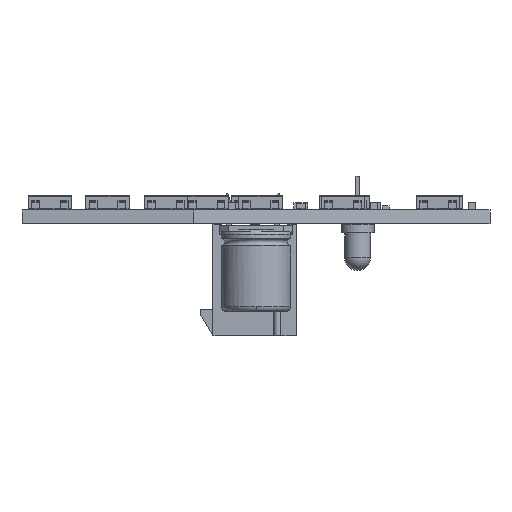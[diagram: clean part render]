
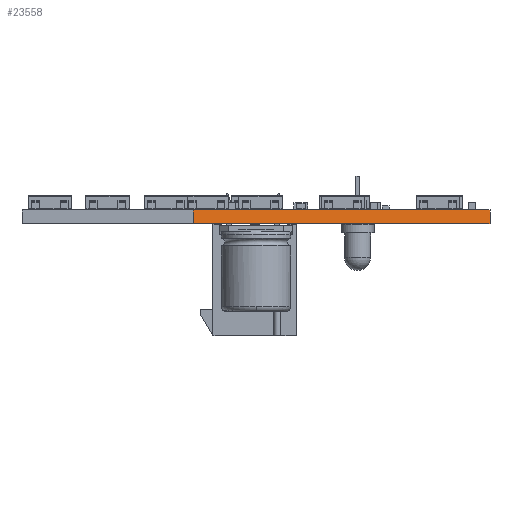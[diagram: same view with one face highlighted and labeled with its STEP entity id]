
A CAD part, left-side view. The second image highlights one B-rep face of the part: STEP entity #23558.
In plain terms, the highlighted planar face has unit normal (-0.869, -0.496, 0).
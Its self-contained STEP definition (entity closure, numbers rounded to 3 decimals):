
#23377 = PLANE('',#23378);
#23378 = AXIS2_PLACEMENT_3D('',#23379,#23380,#23381);
#23379 = CARTESIAN_POINT('',(29.947,-97.866,0.));
#23380 = DIRECTION('',(1.,0.,-0.));
#23381 = DIRECTION('',(0.,-1.,0.));
#23402 = VERTEX_POINT('',#23403);
#23403 = CARTESIAN_POINT('',(29.947,-117.551,1.6));
#23417 = PLANE('',#23418);
#23418 = AXIS2_PLACEMENT_3D('',#23419,#23420,#23421);
#23419 = CARTESIAN_POINT('',(94.81,-129.275,1.6));
#23420 = DIRECTION('',(0.,0.,1.));
#23421 = DIRECTION('',(1.,0.,-0.));
#23429 = EDGE_CURVE('',#23430,#23402,#23432,.T.);
#23430 = VERTEX_POINT('',#23431);
#23431 = CARTESIAN_POINT('',(29.947,-117.551,0.));
#23432 = SURFACE_CURVE('',#23433,(#23437,#23444),.PCURVE_S1.);
#23433 = LINE('',#23434,#23435);
#23434 = CARTESIAN_POINT('',(29.947,-117.551,0.));
#23435 = VECTOR('',#23436,1.);
#23436 = DIRECTION('',(0.,0.,1.));
#23437 = PCURVE('',#23377,#23438);
#23438 = DEFINITIONAL_REPRESENTATION('',(#23439),#23443);
#23439 = LINE('',#23440,#23441);
#23440 = CARTESIAN_POINT('',(19.685,0.));
#23441 = VECTOR('',#23442,1.);
#23442 = DIRECTION('',(0.,-1.));
#23443 = ( GEOMETRIC_REPRESENTATION_CONTEXT(2) 
PARAMETRIC_REPRESENTATION_CONTEXT() REPRESENTATION_CONTEXT('2D SPACE',''
  ) );
#23444 = PCURVE('',#23445,#23450);
#23445 = PLANE('',#23446);
#23446 = AXIS2_PLACEMENT_3D('',#23447,#23448,#23449);
#23447 = CARTESIAN_POINT('',(29.947,-117.551,0.));
#23448 = DIRECTION('',(0.869,0.496,-0.));
#23449 = DIRECTION('',(0.496,-0.869,0.));
#23450 = DEFINITIONAL_REPRESENTATION('',(#23451),#23455);
#23451 = LINE('',#23452,#23453);
#23452 = CARTESIAN_POINT('',(0.,0.));
#23453 = VECTOR('',#23454,1.);
#23454 = DIRECTION('',(0.,-1.));
#23455 = ( GEOMETRIC_REPRESENTATION_CONTEXT(2) 
PARAMETRIC_REPRESENTATION_CONTEXT() REPRESENTATION_CONTEXT('2D SPACE',''
  ) );
#23471 = PLANE('',#23472);
#23472 = AXIS2_PLACEMENT_3D('',#23473,#23474,#23475);
#23473 = CARTESIAN_POINT('',(94.81,-129.275,0.));
#23474 = DIRECTION('',(0.,0.,1.));
#23475 = DIRECTION('',(1.,0.,-0.));
#23558 = ADVANCED_FACE('',(#23559),#23445,.F.);
#23559 = FACE_BOUND('',#23560,.F.);
#23560 = EDGE_LOOP('',(#23561,#23562,#23585,#23613));
#23561 = ORIENTED_EDGE('',*,*,#23429,.T.);
#23562 = ORIENTED_EDGE('',*,*,#23563,.T.);
#23563 = EDGE_CURVE('',#23402,#23564,#23566,.T.);
#23564 = VERTEX_POINT('',#23565);
#23565 = CARTESIAN_POINT('',(49.428,-151.689,1.6));
#23566 = SURFACE_CURVE('',#23567,(#23571,#23578),.PCURVE_S1.);
#23567 = LINE('',#23568,#23569);
#23568 = CARTESIAN_POINT('',(29.947,-117.551,1.6));
#23569 = VECTOR('',#23570,1.);
#23570 = DIRECTION('',(0.496,-0.869,0.));
#23571 = PCURVE('',#23445,#23572);
#23572 = DEFINITIONAL_REPRESENTATION('',(#23573),#23577);
#23573 = LINE('',#23574,#23575);
#23574 = CARTESIAN_POINT('',(0.,-1.6));
#23575 = VECTOR('',#23576,1.);
#23576 = DIRECTION('',(1.,0.));
#23577 = ( GEOMETRIC_REPRESENTATION_CONTEXT(2) 
PARAMETRIC_REPRESENTATION_CONTEXT() REPRESENTATION_CONTEXT('2D SPACE',''
  ) );
#23578 = PCURVE('',#23417,#23579);
#23579 = DEFINITIONAL_REPRESENTATION('',(#23580),#23584);
#23580 = LINE('',#23581,#23582);
#23581 = CARTESIAN_POINT('',(-64.863,11.724));
#23582 = VECTOR('',#23583,1.);
#23583 = DIRECTION('',(0.496,-0.869));
#23584 = ( GEOMETRIC_REPRESENTATION_CONTEXT(2) 
PARAMETRIC_REPRESENTATION_CONTEXT() REPRESENTATION_CONTEXT('2D SPACE',''
  ) );
#23585 = ORIENTED_EDGE('',*,*,#23586,.F.);
#23586 = EDGE_CURVE('',#23587,#23564,#23589,.T.);
#23587 = VERTEX_POINT('',#23588);
#23588 = CARTESIAN_POINT('',(49.428,-151.689,0.));
#23589 = SURFACE_CURVE('',#23590,(#23594,#23601),.PCURVE_S1.);
#23590 = LINE('',#23591,#23592);
#23591 = CARTESIAN_POINT('',(49.428,-151.689,0.));
#23592 = VECTOR('',#23593,1.);
#23593 = DIRECTION('',(0.,0.,1.));
#23594 = PCURVE('',#23445,#23595);
#23595 = DEFINITIONAL_REPRESENTATION('',(#23596),#23600);
#23596 = LINE('',#23597,#23598);
#23597 = CARTESIAN_POINT('',(39.305,0.));
#23598 = VECTOR('',#23599,1.);
#23599 = DIRECTION('',(0.,-1.));
#23600 = ( GEOMETRIC_REPRESENTATION_CONTEXT(2) 
PARAMETRIC_REPRESENTATION_CONTEXT() REPRESENTATION_CONTEXT('2D SPACE',''
  ) );
#23601 = PCURVE('',#23602,#23607);
#23602 = PLANE('',#23603);
#23603 = AXIS2_PLACEMENT_3D('',#23604,#23605,#23606);
#23604 = CARTESIAN_POINT('',(49.428,-151.689,0.));
#23605 = DIRECTION('',(-0.002,1.,0.));
#23606 = DIRECTION('',(1.,0.002,0.));
#23607 = DEFINITIONAL_REPRESENTATION('',(#23608),#23612);
#23608 = LINE('',#23609,#23610);
#23609 = CARTESIAN_POINT('',(0.,0.));
#23610 = VECTOR('',#23611,1.);
#23611 = DIRECTION('',(0.,-1.));
#23612 = ( GEOMETRIC_REPRESENTATION_CONTEXT(2) 
PARAMETRIC_REPRESENTATION_CONTEXT() REPRESENTATION_CONTEXT('2D SPACE',''
  ) );
#23613 = ORIENTED_EDGE('',*,*,#23614,.F.);
#23614 = EDGE_CURVE('',#23430,#23587,#23615,.T.);
#23615 = SURFACE_CURVE('',#23616,(#23620,#23627),.PCURVE_S1.);
#23616 = LINE('',#23617,#23618);
#23617 = CARTESIAN_POINT('',(29.947,-117.551,0.));
#23618 = VECTOR('',#23619,1.);
#23619 = DIRECTION('',(0.496,-0.869,0.));
#23620 = PCURVE('',#23445,#23621);
#23621 = DEFINITIONAL_REPRESENTATION('',(#23622),#23626);
#23622 = LINE('',#23623,#23624);
#23623 = CARTESIAN_POINT('',(0.,0.));
#23624 = VECTOR('',#23625,1.);
#23625 = DIRECTION('',(1.,0.));
#23626 = ( GEOMETRIC_REPRESENTATION_CONTEXT(2) 
PARAMETRIC_REPRESENTATION_CONTEXT() REPRESENTATION_CONTEXT('2D SPACE',''
  ) );
#23627 = PCURVE('',#23471,#23628);
#23628 = DEFINITIONAL_REPRESENTATION('',(#23629),#23633);
#23629 = LINE('',#23630,#23631);
#23630 = CARTESIAN_POINT('',(-64.863,11.724));
#23631 = VECTOR('',#23632,1.);
#23632 = DIRECTION('',(0.496,-0.869));
#23633 = ( GEOMETRIC_REPRESENTATION_CONTEXT(2) 
PARAMETRIC_REPRESENTATION_CONTEXT() REPRESENTATION_CONTEXT('2D SPACE',''
  ) );
